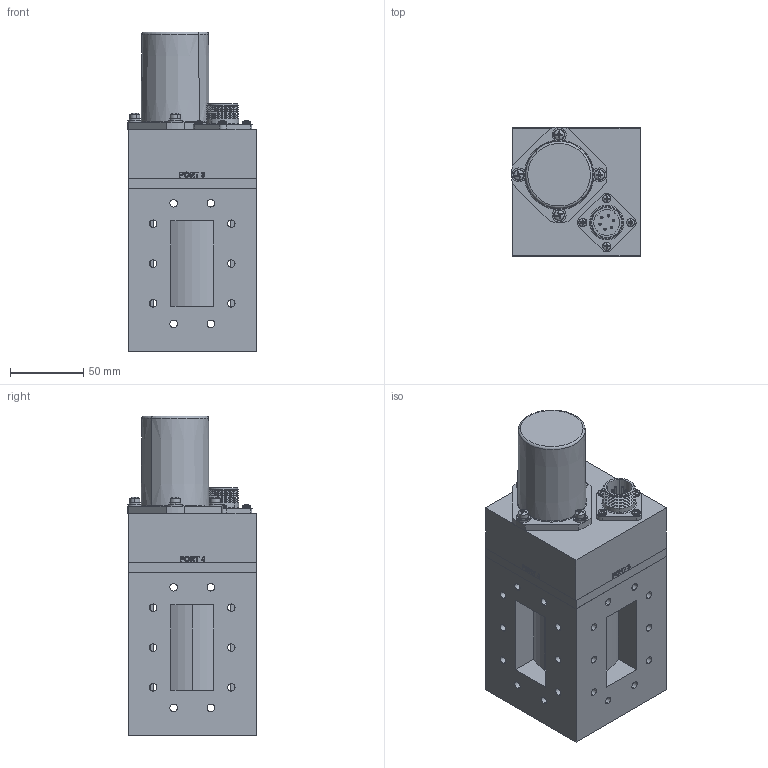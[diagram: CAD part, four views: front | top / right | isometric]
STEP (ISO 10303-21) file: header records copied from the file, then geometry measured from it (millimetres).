
FILE_DESCRIPTION (( 'STEP AP203' ), '1' );
FILE_NAME ('2xxS SMI Sealed series.STEP', '2013-05-01T19:14:17', ( '' ), ( '' ), 'SwSTEP 2.0', 'SolidWorks 2013', '' );
FILE_SCHEMA (( 'CONFIG_CONTROL_DESIGN' ));
Length unit declared in the file: inch
Products named in the file (1): 2xxS SMI Sealed series
Bounding box: 87.95 x 87.95 x 218.34 mm (x, y, z)
Surface area: 108127.5 mm2 (no closed solid volume)
Topology: 0 solids, 52 shells, 467 faces, 1549 edges, 1108 vertices
Faces by surface type: plane 196, cylinder 166, bspline 37, torus 28, cone 24, sphere 16
Entity records: 20138 total; most frequent: CARTESIAN_POINT 6700, DIRECTION 2879, ORIENTED_EDGE 2381, EDGE_CURVE 1549, VERTEX_POINT 1108, AXIS2_PLACEMENT_3D 1069, LINE 741, VECTOR 741
